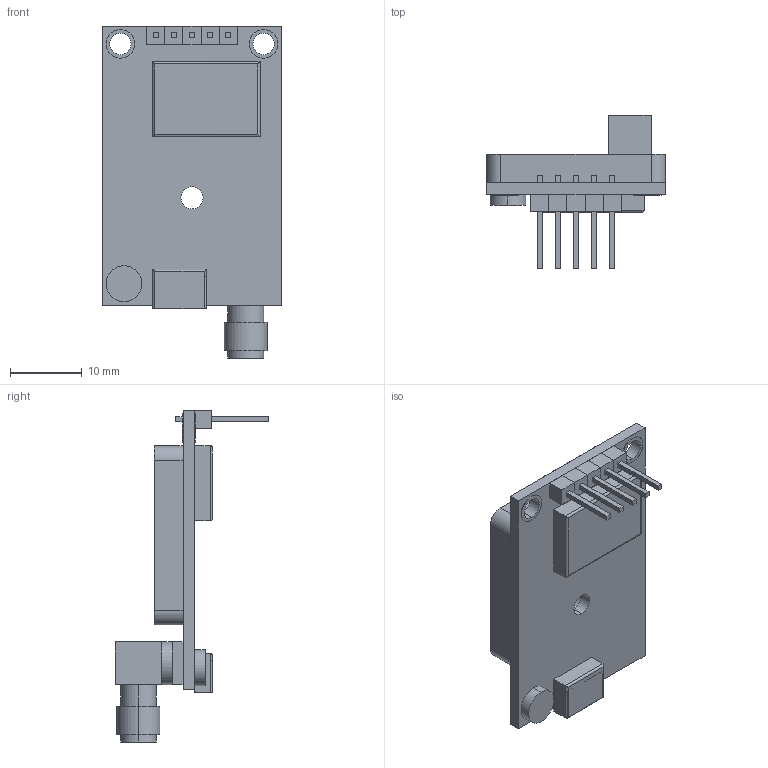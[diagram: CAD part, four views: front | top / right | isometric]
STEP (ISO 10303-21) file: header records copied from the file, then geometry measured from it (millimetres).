
FILE_DESCRIPTION (( 'STEP AP214' ), '1' );
FILE_NAME ('neo7mGps.STEP', '2025-02-20T00:25:38', ( '' ), ( '' ), 'SwSTEP 2.0', 'SolidWorks 2020', '' );
FILE_SCHEMA (( 'AUTOMOTIVE_DESIGN' ));
Length unit declared in the file: millimetre
Products named in the file (1): neo7mGps
Bounding box: 25 x 21.5 x 46.38 mm (x, y, z)
Volume: 5033.2 mm3; surface area: 4893.8 mm2
Topology: 12 solids, 12 shells, 188 faces, 415 edges, 270 vertices
Faces by surface type: plane 145, cylinder 43
Entity records: 7114 total; most frequent: CARTESIAN_POINT 892, DIRECTION 865, ORIENTED_EDGE 830, EDGE_CURVE 415, LINE 331, VECTOR 331, VERTEX_POINT 270, AXIS2_PLACEMENT_3D 267
